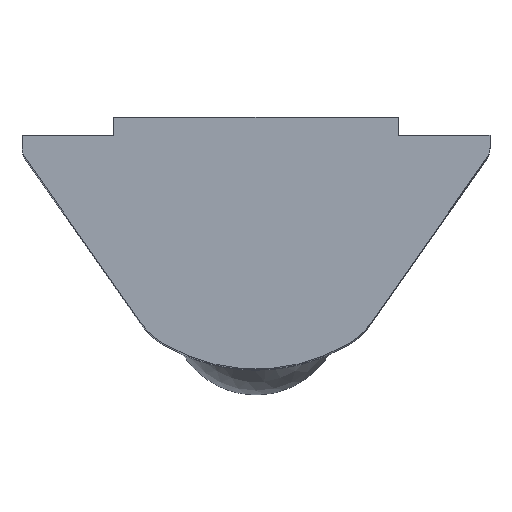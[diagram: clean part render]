
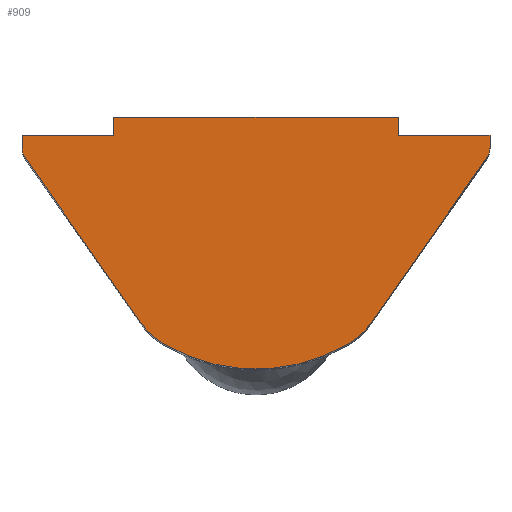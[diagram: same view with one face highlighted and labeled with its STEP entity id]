
A CAD part, top view. The second image highlights one B-rep face of the part: STEP entity #909.
In plain terms, the highlighted planar face has unit normal (0, 0, 1).
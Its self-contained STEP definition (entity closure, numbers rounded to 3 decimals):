
#478=PLANE('',#879);
#502=VECTOR('',#809,1.);
#504=VECTOR('',#817,1.);
#505=VECTOR('',#820,1.);
#506=VECTOR('',#821,1.);
#507=VECTOR('',#822,1.);
#508=VECTOR('',#823,1.);
#509=VECTOR('',#824,1.);
#510=VECTOR('',#825,1.);
#511=VECTOR('',#826,1.);
#534=LINE('',#1773,#502);
#536=LINE('',#1780,#504);
#537=LINE('',#1784,#505);
#538=LINE('',#1786,#506);
#539=LINE('',#1788,#507);
#540=LINE('',#1790,#508);
#541=LINE('',#1792,#509);
#542=LINE('',#1794,#510);
#543=LINE('',#1795,#511);
#581=ORIENTED_EDGE('',*,*,#705,.F.);
#582=ORIENTED_EDGE('',*,*,#707,.T.);
#583=ORIENTED_EDGE('',*,*,#709,.F.);
#584=ORIENTED_EDGE('',*,*,#687,.F.);
#585=ORIENTED_EDGE('',*,*,#710,.F.);
#586=ORIENTED_EDGE('',*,*,#711,.F.);
#587=ORIENTED_EDGE('',*,*,#712,.F.);
#588=ORIENTED_EDGE('',*,*,#713,.T.);
#589=ORIENTED_EDGE('',*,*,#714,.T.);
#590=ORIENTED_EDGE('',*,*,#715,.T.);
#591=ORIENTED_EDGE('',*,*,#716,.T.);
#592=ORIENTED_EDGE('',*,*,#717,.F.);
#593=ORIENTED_EDGE('',*,*,#718,.T.);
#594=ORIENTED_EDGE('',*,*,#719,.F.);
#644=CIRCLE('',#870,5.);
#649=CIRCLE('',#877,0.5);
#650=CIRCLE('',#880,2.);
#651=CIRCLE('',#881,2.);
#652=CIRCLE('',#882,0.5);
#656=VERTEX_POINT('',#930);
#657=VERTEX_POINT('',#932);
#672=VERTEX_POINT('',#1766);
#673=VERTEX_POINT('',#1768);
#674=VERTEX_POINT('',#1772);
#675=VERTEX_POINT('',#1777);
#676=VERTEX_POINT('',#1779);
#677=VERTEX_POINT('',#1781);
#678=VERTEX_POINT('',#1783);
#679=VERTEX_POINT('',#1785);
#680=VERTEX_POINT('',#1787);
#681=VERTEX_POINT('',#1789);
#682=VERTEX_POINT('',#1791);
#683=VERTEX_POINT('',#1793);
#687=EDGE_CURVE('',#656,#657,#644,.T.);
#705=EDGE_CURVE('',#672,#673,#649,.T.);
#707=EDGE_CURVE('',#672,#674,#534,.T.);
#709=EDGE_CURVE('',#657,#674,#650,.T.);
#710=EDGE_CURVE('',#675,#656,#651,.T.);
#711=EDGE_CURVE('',#676,#675,#536,.T.);
#712=EDGE_CURVE('',#677,#676,#652,.T.);
#713=EDGE_CURVE('',#677,#678,#537,.T.);
#714=EDGE_CURVE('',#678,#679,#538,.T.);
#715=EDGE_CURVE('',#679,#680,#539,.T.);
#716=EDGE_CURVE('',#680,#681,#540,.T.);
#717=EDGE_CURVE('',#682,#681,#541,.T.);
#718=EDGE_CURVE('',#682,#683,#542,.T.);
#719=EDGE_CURVE('',#673,#683,#543,.T.);
#736=EDGE_LOOP('',(#581,#582,#583,#584,#585,#586,#587,#588,#589,#590,#591,
#592,#593,#594));
#758=FACE_BOUND('',#736,.T.);
#779=DIRECTION('',(0.,0.,-1.));
#780=DIRECTION('',(2.615,-4.262,0.));
#804=DIRECTION('',(0.,0.,-1.));
#805=DIRECTION('',(-0.41,-0.287,0.));
#809=DIRECTION('',(3.203,-4.574,0.));
#811=DIRECTION('',(0.,0.,1.));
#812=DIRECTION('',(0.,-1.,0.));
#813=DIRECTION('',(0.,0.,-1.));
#814=DIRECTION('',(-1.046,-1.705,0.));
#815=DIRECTION('',(0.,0.,-1.));
#816=DIRECTION('',(1.638,-1.147,0.));
#817=DIRECTION('',(-3.203,-4.574,0.));
#818=DIRECTION('',(0.,0.,-1.));
#819=DIRECTION('',(0.5,0.,0.));
#820=DIRECTION('',(0.,0.344,0.));
#821=DIRECTION('',(-2.55,0.,0.));
#822=DIRECTION('',(0.,0.5,0.));
#823=DIRECTION('',(-7.9,0.,0.));
#824=DIRECTION('',(0.,0.5,0.));
#825=DIRECTION('',(-2.55,0.,0.));
#826=DIRECTION('',(0.,0.344,0.));
#870=AXIS2_PLACEMENT_3D('',#933,#779,#780);
#877=AXIS2_PLACEMENT_3D('',#1769,#804,#805);
#879=AXIS2_PLACEMENT_3D('',#1775,#811,#812);
#880=AXIS2_PLACEMENT_3D('',#1776,#813,#814);
#881=AXIS2_PLACEMENT_3D('',#1778,#815,#816);
#882=AXIS2_PLACEMENT_3D('',#1782,#818,#819);
#909=ADVANCED_FACE('',(#758),#478,.T.);
#930=CARTESIAN_POINT('',(2.615,-6.262,23.));
#932=CARTESIAN_POINT('',(-2.615,-6.262,23.));
#933=CARTESIAN_POINT('',(0.,-2.,23.));
#1766=CARTESIAN_POINT('',(-6.41,-1.131,23.));
#1768=CARTESIAN_POINT('',(-6.5,-0.844,23.));
#1769=CARTESIAN_POINT('',(-6.,-0.844,23.));
#1772=CARTESIAN_POINT('',(-3.207,-5.704,23.));
#1773=CARTESIAN_POINT('',(-6.41,-1.131,23.));
#1775=CARTESIAN_POINT('',(-6.41,-1.131,23.));
#1776=CARTESIAN_POINT('',(-1.569,-4.557,23.));
#1777=CARTESIAN_POINT('',(3.207,-5.704,23.));
#1778=CARTESIAN_POINT('',(1.569,-4.557,23.));
#1779=CARTESIAN_POINT('',(6.41,-1.131,23.));
#1780=CARTESIAN_POINT('',(6.41,-1.131,23.));
#1781=CARTESIAN_POINT('',(6.5,-0.844,23.));
#1782=CARTESIAN_POINT('',(6.,-0.844,23.));
#1783=CARTESIAN_POINT('',(6.5,-0.5,23.));
#1784=CARTESIAN_POINT('',(6.5,-0.844,23.));
#1785=CARTESIAN_POINT('',(3.95,-0.5,23.));
#1786=CARTESIAN_POINT('',(6.5,-0.5,23.));
#1787=CARTESIAN_POINT('',(3.95,0.,23.));
#1788=CARTESIAN_POINT('',(3.95,-0.5,23.));
#1789=CARTESIAN_POINT('',(-3.95,0.,23.));
#1790=CARTESIAN_POINT('',(3.95,0.,23.));
#1791=CARTESIAN_POINT('',(-3.95,-0.5,23.));
#1792=CARTESIAN_POINT('',(-3.95,-0.5,23.));
#1793=CARTESIAN_POINT('',(-6.5,-0.5,23.));
#1794=CARTESIAN_POINT('',(-3.95,-0.5,23.));
#1795=CARTESIAN_POINT('',(-6.5,-0.844,23.));
